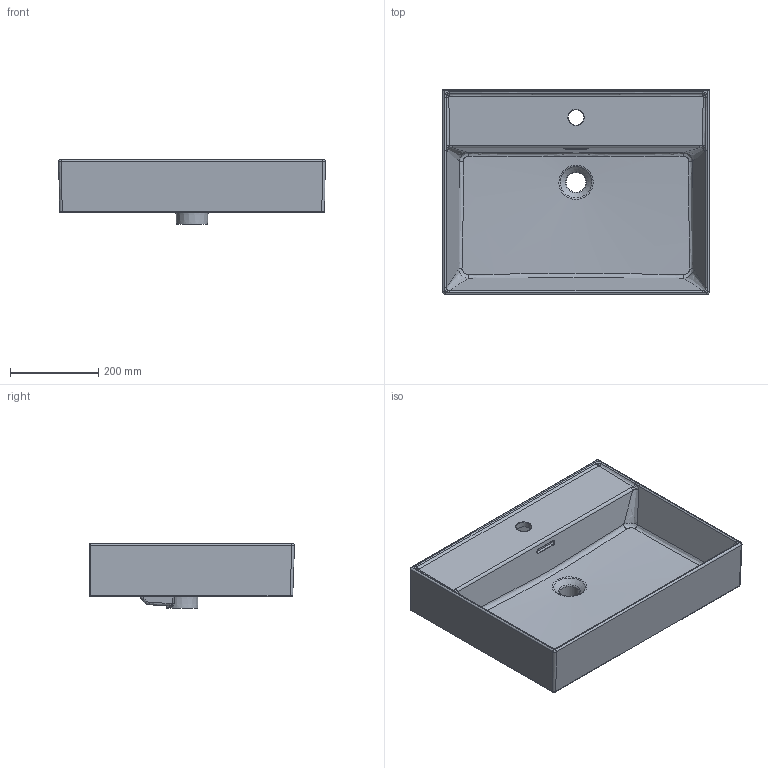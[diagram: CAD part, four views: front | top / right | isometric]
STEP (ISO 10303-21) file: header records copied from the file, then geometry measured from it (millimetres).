
FILE_DESCRIPTION(/* description */ (''),/* implementation_level */ '2;1');
FILE_NAME(/* name */ '1376 veneto ince kenarli 60 cm WB.stp',/* time_stamp */ '2016-12-27T09:06:51+03:00',/* author */ (''),/* organization */ (''),/* preprocessor_version */ 'ST-DEVELOPER v16',/* originating_system */ 'SIEMENS PLM Software NX 10.0',/* authorisation */ '');
FILE_SCHEMA (('AP203_CONFIGURATION_CONTROLLED_3D_DESIGN_OF_MECHANICAL_PARTS_AND_ASSEMBLIES_MIM_LF { 1 0 10303 403 2 1 2}'));
Length unit declared in the file: millimetre
Products named in the file (1): Cosk106CAD83tv3q
Bounding box: 603.87 x 464.12 x 146 mm (x, y, z)
Volume: 11538769.1 mm3; surface area: 1007844.5 mm2
Topology: 1 solids, 1 shells, 281 faces, 664 edges, 381 vertices
Faces by surface type: bspline 179, cylinder 59, plane 27, torus 7, extrusion 4, cone 3, sphere 2
Full cylindrical faces by diameter (mm): 35 x1, 45 x1
Entity records: 12307 total; most frequent: CARTESIAN_POINT 6999, ORIENTED_EDGE 1282, DIRECTION 811, EDGE_CURVE 641, VERTEX_POINT 375, AXIS2_PLACEMENT_3D 348, EDGE_LOOP 302, ADVANCED_FACE 281
